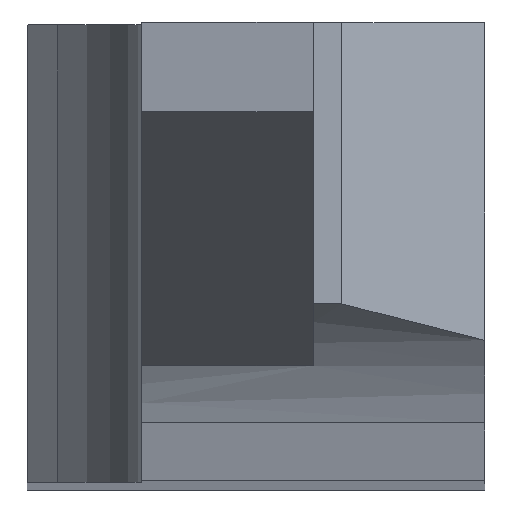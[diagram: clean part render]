
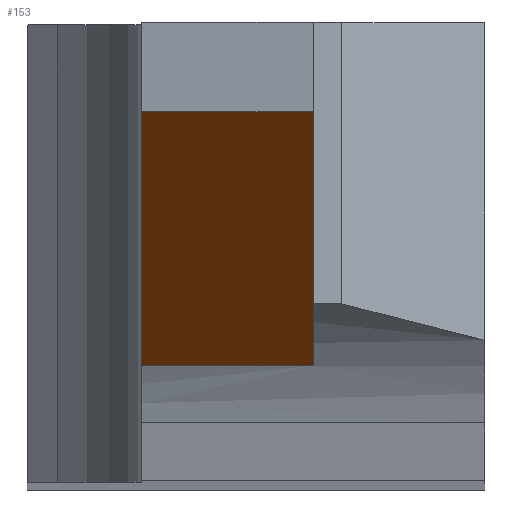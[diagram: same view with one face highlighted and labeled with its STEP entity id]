
A CAD part, top view. The second image highlights one B-rep face of the part: STEP entity #153.
In plain terms, the highlighted planar face has unit normal (0, -0.819, 0.574).
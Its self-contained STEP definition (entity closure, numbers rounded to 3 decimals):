
#84 = EDGE_CURVE ( 'Defeature ausgef�hrt2_25+Defeature ausgef�hrt2_24+Defeature ausgef�hrt2_19+Defeature ausgef�hrt2_26', #637, #796, #948, .T. ) ;
#85 = LINE ( 'NONE', #262, #394 ) ;
#153 = ADVANCED_FACE ( 'Defeature ausgef�hrt2_25', ( #1220 ), #938, .T. ) ;
#165 = CARTESIAN_POINT ( 'NONE',  ( -6., 6.435, 4.78 ) ) ;
#180 = VECTOR ( 'NONE', #1028, 1000. ) ;
#238 = VECTOR ( 'NONE', #1383, 1000. ) ;
#262 = CARTESIAN_POINT ( 'NONE',  ( -3., 2., -1.554 ) ) ;
#270 = EDGE_CURVE ( 'Defeature ausgef�hrt2_25+Defeature ausgef�hrt2_19+Defeature ausgef�hrt2_0+Defeature ausgef�hrt2_24', #604, #637, #421, .T. ) ;
#277 = DIRECTION ( 'NONE',  ( -1., 0., 0. ) ) ;
#292 = LINE ( 'NONE', #608, #238 ) ;
#296 = EDGE_CURVE ( 'Defeature ausgef�hrt2_25+Defeature ausgef�hrt2_0+Defeature ausgef�hrt2_14+Defeature ausgef�hrt2_19', #956, #604, #541, .T. ) ;
#372 = VECTOR ( 'NONE', #737, 1000. ) ;
#394 = VECTOR ( 'NONE', #277, 1000. ) ;
#421 = LINE ( 'NONE', #709, #372 ) ;
#422 = EDGE_CURVE ( 'Defeature ausgef�hrt2_14+Defeature ausgef�hrt2_25+Defeature ausgef�hrt2_0+Defeature ausgef�hrt2_9', #956, #1322, #85, .T. ) ;
#441 = ORIENTED_EDGE ( 'NONE', *, *, #84, .T. ) ;
#541 = LINE ( 'NONE', #606, #1336 ) ;
#604 = VERTEX_POINT ( 'NONE', #1069 ) ;
#606 = CARTESIAN_POINT ( 'NONE',  ( -3., 6.435, 4.78 ) ) ;
#608 = CARTESIAN_POINT ( 'NONE',  ( -6., 6.435, 4.78 ) ) ;
#637 = VERTEX_POINT ( 'NONE', #902 ) ;
#705 = DIRECTION ( 'NONE',  ( 0., 0.574, 0.819 ) ) ;
#709 = CARTESIAN_POINT ( 'NONE',  ( -3., 6.435, 4.78 ) ) ;
#737 = DIRECTION ( 'NONE',  ( 0., 0.574, 0.819 ) ) ;
#796 = VERTEX_POINT ( 'NONE', #165 ) ;
#815 = EDGE_LOOP ( 'NONE', ( #1005, #1396, #1121, #845, #441 ) ) ;
#845 = ORIENTED_EDGE ( 'NONE', *, *, #270, .T. ) ;
#870 = CARTESIAN_POINT ( 'NONE',  ( -3., 2., -1.554 ) ) ;
#899 = DIRECTION ( 'NONE',  ( 0., 0.574, 0.819 ) ) ;
#902 = CARTESIAN_POINT ( 'NONE',  ( -3., 6.435, 4.78 ) ) ;
#910 = DIRECTION ( 'NONE',  ( 0., -0.819, 0.574 ) ) ;
#916 = CARTESIAN_POINT ( 'NONE',  ( -3., 6.435, 4.78 ) ) ;
#938 = PLANE ( 'NONE',  #1347 ) ;
#948 = LINE ( 'NONE', #1041, #180 ) ;
#956 = VERTEX_POINT ( 'NONE', #870 ) ;
#1005 = ORIENTED_EDGE ( 'NONE', *, *, #1168, .F. ) ;
#1028 = DIRECTION ( 'NONE',  ( -1., 0., 0. ) ) ;
#1041 = CARTESIAN_POINT ( 'NONE',  ( -3., 6.435, 4.78 ) ) ;
#1069 = CARTESIAN_POINT ( 'NONE',  ( -3., 3.088, 0. ) ) ;
#1121 = ORIENTED_EDGE ( 'NONE', *, *, #296, .T. ) ;
#1168 = EDGE_CURVE ( 'Defeature ausgef�hrt2_26+Defeature ausgef�hrt2_25+Defeature ausgef�hrt2_9+Defeature ausgef�hrt2_24', #1322, #796, #292, .T. ) ;
#1220 = FACE_OUTER_BOUND ( 'NONE', #815, .T. ) ;
#1289 = CARTESIAN_POINT ( 'NONE',  ( -6., 2., -1.554 ) ) ;
#1322 = VERTEX_POINT ( 'NONE', #1289 ) ;
#1336 = VECTOR ( 'NONE', #705, 1000. ) ;
#1347 = AXIS2_PLACEMENT_3D ( 'NONE', #916, #910, #899 ) ;
#1383 = DIRECTION ( 'NONE',  ( 0., 0.574, 0.819 ) ) ;
#1396 = ORIENTED_EDGE ( 'NONE', *, *, #422, .F. ) ;
